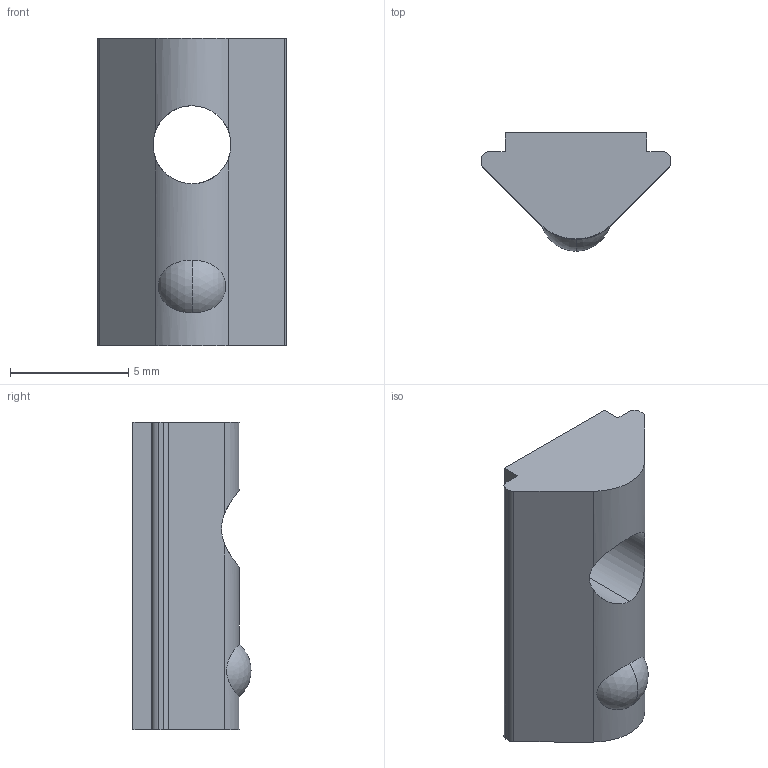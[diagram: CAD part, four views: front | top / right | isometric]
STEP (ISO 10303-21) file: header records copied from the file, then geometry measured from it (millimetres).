
FILE_DESCRIPTION (( 'STEP AP203' ), '1' );
FILE_NAME ('ALF-SNM4-8_6.step', '2024-08-09T12:46:11', ( '' ), ( '' ), 'SwSTEP 2.0', 'SolidWorks 2022', '' );
FILE_SCHEMA (( 'CONFIG_CONTROL_DESIGN' ));
Length unit declared in the file: millimetre
Products named in the file (1): ALF-SNM4-8_6
Bounding box: 8 x 5 x 13 mm (x, y, z)
Volume: 282.1 mm3; surface area: 344.5 mm2
Topology: 1 solids, 1 shells, 23 faces, 62 edges, 41 vertices
Faces by surface type: plane 11, cylinder 8, sphere 2, cone 2
Entity records: 871 total; most frequent: CARTESIAN_POINT 211, ORIENTED_EDGE 124, DIRECTION 118, EDGE_CURVE 62, VERTEX_POINT 41, AXIS2_PLACEMENT_3D 40, LINE 38, VECTOR 38
